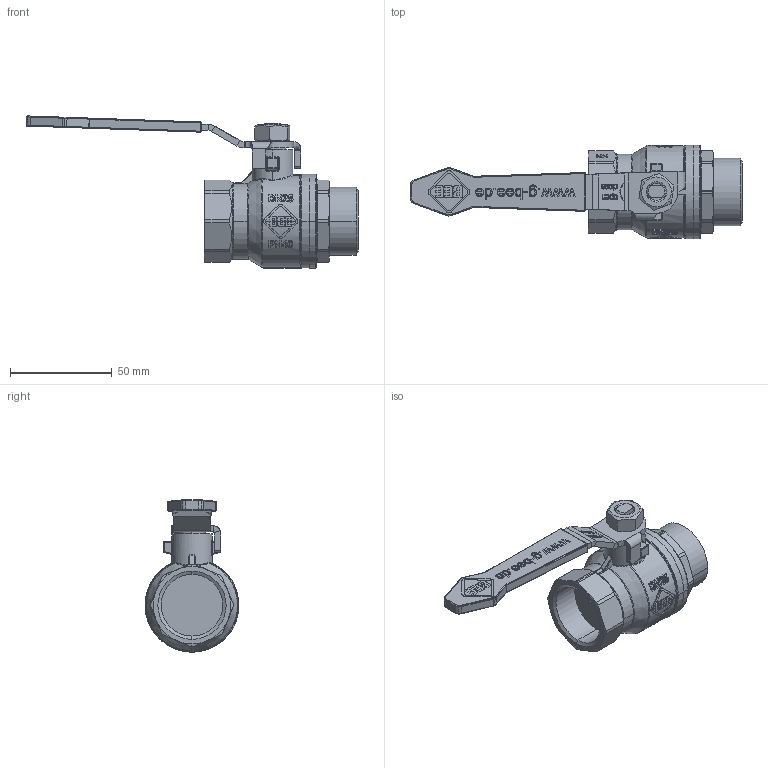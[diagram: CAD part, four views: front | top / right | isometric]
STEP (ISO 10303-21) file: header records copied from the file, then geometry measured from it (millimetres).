
FILE_DESCRIPTION(('STEP AP242'),'1');
FILE_NAME('0020044011025.stp','2024-05-24T10:39:52',('TraceParts'),('TraceParts S.A.'),'Spatial InterOp 3D',' ',' ');
FILE_SCHEMA(('AP242_MANAGED_MODEL_BASED_3D_ENGINEERING_MIM_LF {1 0 10303 442 1 1 4}'));
Length unit declared in the file: millimetre
Products named in the file (1): 0020044011025
Bounding box: 163.02 x 46 x 74.72 mm (x, y, z)
Volume: 92430.3 mm3; surface area: 24214.8 mm2
Topology: 1 solids, 1 shells, 1129 faces, 2984 edges, 1929 vertices
Faces by surface type: plane 472, bspline 289, cylinder 276, cone 40, torus 38, sphere 14
Entity records: 49883 total; most frequent: CARTESIAN_POINT 14890, ORIENTED_EDGE 5956, DIRECTION 4505, EDGE_CURVE 2978, VERTEX_POINT 1929, LINE 1545, VECTOR 1545, AXIS2_PLACEMENT_3D 1480
